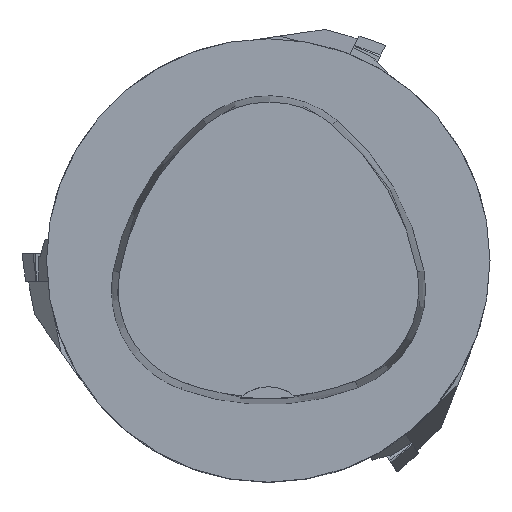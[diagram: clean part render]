
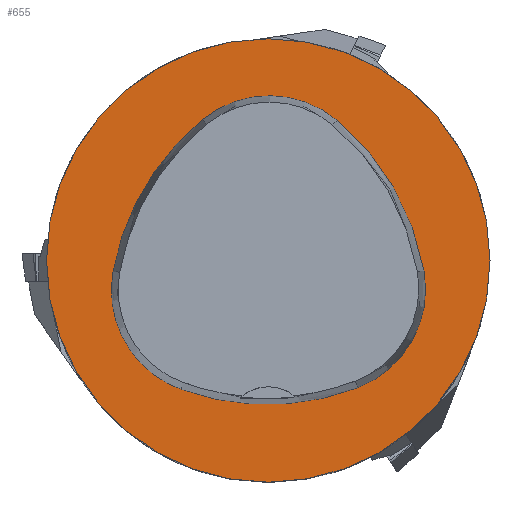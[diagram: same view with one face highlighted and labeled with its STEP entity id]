
A CAD part, top view. The second image highlights one B-rep face of the part: STEP entity #655.
In plain terms, the highlighted planar face has unit normal (0, 0, 1).
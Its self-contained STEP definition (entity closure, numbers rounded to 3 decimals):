
#589=FACE_BOUND('',#931,.T.);
#590=FACE_BOUND('',#932,.T.);
#655=ADVANCED_FACE('',(#589,#590),#743,.T.);
#743=PLANE('',#2272);
#931=EDGE_LOOP('',(#1237,#1238,#1239,#1240,#1241,#1242));
#932=EDGE_LOOP('',(#1243));
#1237=ORIENTED_EDGE('',*,*,#1835,.T.);
#1238=ORIENTED_EDGE('',*,*,#1815,.T.);
#1239=ORIENTED_EDGE('',*,*,#1819,.T.);
#1240=ORIENTED_EDGE('',*,*,#1822,.T.);
#1241=ORIENTED_EDGE('',*,*,#1825,.T.);
#1242=ORIENTED_EDGE('',*,*,#1833,.T.);
#1243=ORIENTED_EDGE('',*,*,#1806,.F.);
#1600=VERTEX_POINT('',#3232);
#1609=VERTEX_POINT('',#3251);
#1610=VERTEX_POINT('',#3252);
#1613=VERTEX_POINT('',#3260);
#1615=VERTEX_POINT('',#3266);
#1617=VERTEX_POINT('',#3272);
#1624=VERTEX_POINT('',#3293);
#1806=EDGE_CURVE('',#1600,#1600,#1987,.T.);
#1815=EDGE_CURVE('',#1609,#1610,#1988,.T.);
#1819=EDGE_CURVE('',#1610,#1613,#1990,.T.);
#1822=EDGE_CURVE('',#1613,#1615,#1992,.T.);
#1825=EDGE_CURVE('',#1615,#1617,#1994,.T.);
#1833=EDGE_CURVE('',#1617,#1624,#1998,.T.);
#1835=EDGE_CURVE('',#1624,#1609,#2000,.T.);
#1987=CIRCLE('',#2244,31.5);
#1988=CIRCLE('',#2250,36.);
#1990=CIRCLE('',#2253,15.);
#1992=CIRCLE('',#2256,36.);
#1994=CIRCLE('',#2259,15.);
#1998=CIRCLE('',#2264,36.);
#2000=CIRCLE('',#2267,15.);
#2244=AXIS2_PLACEMENT_3D('',#3231,#2582,#2583);
#2250=AXIS2_PLACEMENT_3D('',#3250,#2598,#2599);
#2253=AXIS2_PLACEMENT_3D('',#3259,#2606,#2607);
#2256=AXIS2_PLACEMENT_3D('',#3265,#2613,#2614);
#2259=AXIS2_PLACEMENT_3D('',#3271,#2620,#2621);
#2264=AXIS2_PLACEMENT_3D('',#3294,#2632,#2633);
#2267=AXIS2_PLACEMENT_3D('',#3297,#2638,#2639);
#2272=AXIS2_PLACEMENT_3D('',#3302,#2648,#2649);
#2582=DIRECTION('',(0.,0.,-1.));
#2583=DIRECTION('',(-1.,0.,0.));
#2598=DIRECTION('',(0.,0.,-1.));
#2599=DIRECTION('',(-1.,0.,0.));
#2606=DIRECTION('',(0.,0.,-1.));
#2607=DIRECTION('',(-1.,0.,0.));
#2613=DIRECTION('',(0.,0.,-1.));
#2614=DIRECTION('',(-1.,0.,0.));
#2620=DIRECTION('',(0.,0.,-1.));
#2621=DIRECTION('',(-1.,0.,0.));
#2632=DIRECTION('',(0.,0.,-1.));
#2633=DIRECTION('',(-1.,0.,0.));
#2638=DIRECTION('',(0.,0.,-1.));
#2639=DIRECTION('',(-1.,0.,0.));
#2648=DIRECTION('',(0.,0.,1.));
#2649=DIRECTION('',(1.,0.,0.));
#3231=CARTESIAN_POINT('',(0.,0.,0.));
#3232=CARTESIAN_POINT('',(-31.5,0.,0.));
#3250=CARTESIAN_POINT('',(13.398,-7.893,0.));
#3251=CARTESIAN_POINT('',(-22.041,-1.562,0.));
#3252=CARTESIAN_POINT('',(-9.317,20.036,0.));
#3259=CARTESIAN_POINT('',(0.148,8.399,0.));
#3260=CARTESIAN_POINT('',(9.779,19.898,0.));
#3265=CARTESIAN_POINT('',(-13.337,-7.7,0.));
#3266=CARTESIAN_POINT('',(22.122,-1.48,0.));
#3271=CARTESIAN_POINT('',(7.347,-4.071,0.));
#3272=CARTESIAN_POINT('',(12.693,-18.087,0.));
#3293=CARTESIAN_POINT('',(-12.373,-18.307,0.));
#3294=CARTESIAN_POINT('',(-0.137,15.55,0.));
#3297=CARTESIAN_POINT('',(-7.275,-4.2,0.));
#3302=CARTESIAN_POINT('',(0.,0.,0.));
